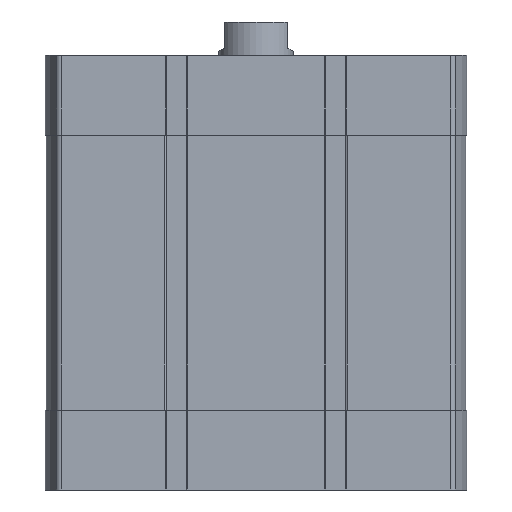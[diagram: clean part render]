
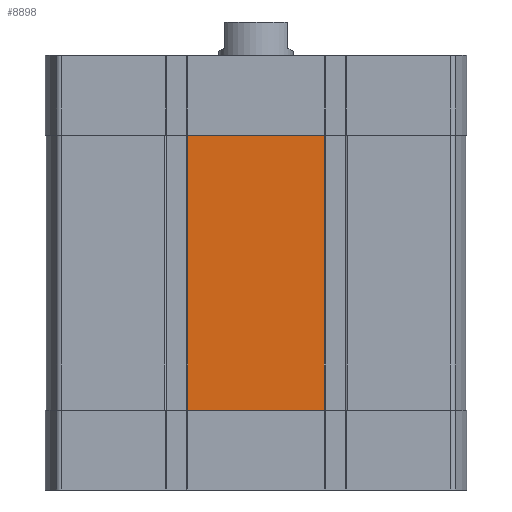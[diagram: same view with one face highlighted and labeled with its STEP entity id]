
A CAD part, left-side view. The second image highlights one B-rep face of the part: STEP entity #8898.
In plain terms, the highlighted planar face has unit normal (-1, 0, 0).
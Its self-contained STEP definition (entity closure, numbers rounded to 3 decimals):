
#674=LINE('',#14671,#1390);
#702=LINE('',#14821,#1418);
#703=LINE('',#14827,#1419);
#704=LINE('',#14828,#1420);
#1390=VECTOR('',#11615,1000.);
#1418=VECTOR('',#11815,1000.);
#1419=VECTOR('',#11824,1000.);
#1420=VECTOR('',#11825,1000.);
#1793=PLANE('',#9784);
#3871=ORIENTED_EDGE('',*,*,#5780,.F.);
#3872=ORIENTED_EDGE('',*,*,#5855,.F.);
#3873=ORIENTED_EDGE('',*,*,#5852,.T.);
#3874=ORIENTED_EDGE('',*,*,#5856,.T.);
#5780=EDGE_CURVE('',#6898,#6899,#674,.T.);
#5852=EDGE_CURVE('',#6935,#6934,#702,.T.);
#5855=EDGE_CURVE('',#6935,#6898,#703,.T.);
#5856=EDGE_CURVE('',#6934,#6899,#704,.T.);
#6898=VERTEX_POINT('',#14670);
#6899=VERTEX_POINT('',#14672);
#6934=VERTEX_POINT('',#14820);
#6935=VERTEX_POINT('',#14822);
#7540=EDGE_LOOP('',(#3871,#3872,#3873,#3874));
#8214=FACE_BOUND('',#7540,.T.);
#8898=ADVANCED_FACE('',(#8214),#1793,.T.);
#9784=AXIS2_PLACEMENT_3D('',#14826,#11822,#11823);
#11615=DIRECTION('',(0.,-1.,0.));
#11815=DIRECTION('',(0.,-1.,0.));
#11822=DIRECTION('',(-1.,0.,0.));
#11823=DIRECTION('',(0.,0.,1.));
#11824=DIRECTION('',(0.,0.,1.));
#11825=DIRECTION('',(0.,0.,1.));
#14670=CARTESIAN_POINT('',(-56.5,18.345,-21.5));
#14671=CARTESIAN_POINT('',(-56.5,18.345,-21.5));
#14672=CARTESIAN_POINT('',(-56.5,-18.345,-21.5));
#14820=CARTESIAN_POINT('',(-56.5,-18.345,-95.5));
#14821=CARTESIAN_POINT('',(-56.5,18.345,-95.5));
#14822=CARTESIAN_POINT('',(-56.5,18.345,-95.5));
#14826=CARTESIAN_POINT('',(-56.5,18.345,-95.5));
#14827=CARTESIAN_POINT('',(-56.5,18.345,-95.5));
#14828=CARTESIAN_POINT('',(-56.5,-18.345,-95.5));
